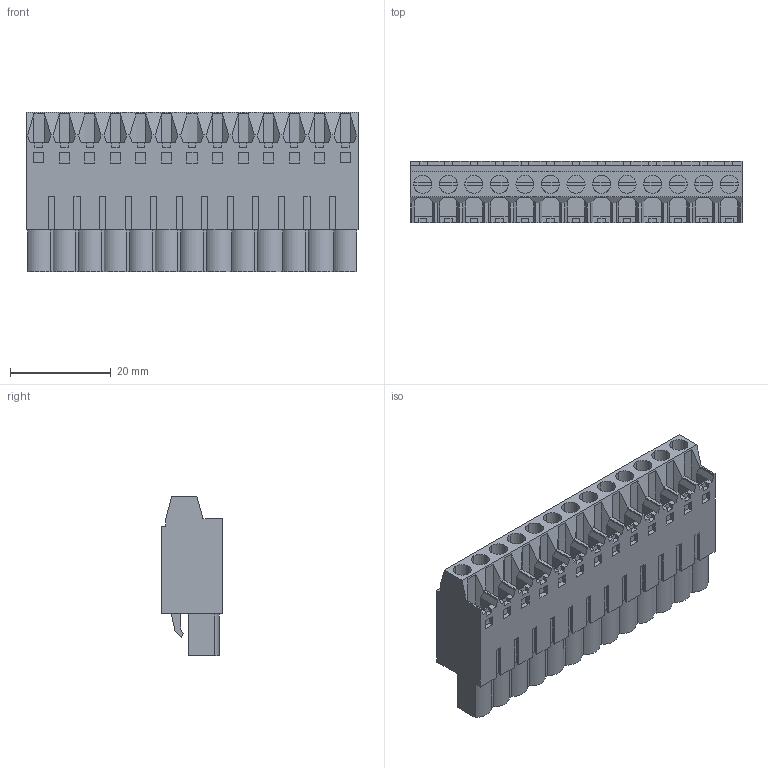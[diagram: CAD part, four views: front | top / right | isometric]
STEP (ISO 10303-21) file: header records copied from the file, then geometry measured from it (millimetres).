
FILE_DESCRIPTION(('CATIA V5 STEP Exchange','CAx-IF Rec.Pracs.--- Model Styling and Organization---1.2---2011-12-15'),'2;1');
FILE_NAME ('D1452494_0_1500660000_1500660000.stp','2017-06-21T12:59:39+00:00',('none'),('Weidmueller'),'CATIA Version 5-6 Release 2014','CATIA V5 STEP AP214','none');
FILE_SCHEMA(('AUTOMOTIVE_DESIGN { 1 0 10303 214 1 1 1 1 }'));
Length unit declared in the file: millimetre
Products named in the file (1): 1500660000
Bounding box: 66.04 x 12.2 x 31.8 mm (x, y, z)
Volume: 16832.2 mm3; surface area: 10322.7 mm2
Topology: 14 solids, 14 shells, 971 faces, 2715 edges, 1827 vertices
Faces by surface type: plane 880, cylinder 91
Entity records: 28352 total; most frequent: ORIENTED_EDGE 5430, CARTESIAN_POINT 5075, DIRECTION 3746, EDGE_CURVE 2715, VECTOR 2470, LINE 2470, VERTEX_POINT 1827, EDGE_LOOP 1026
